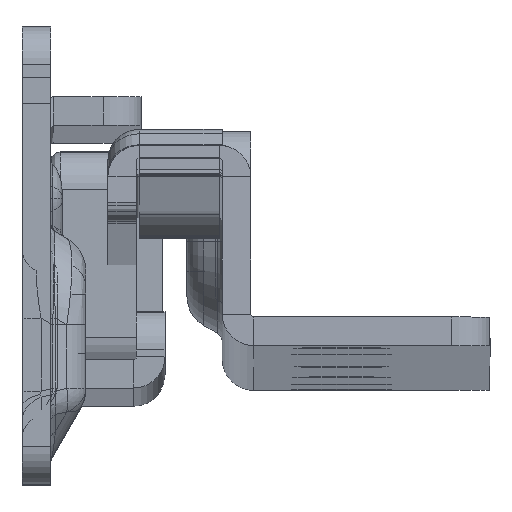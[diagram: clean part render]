
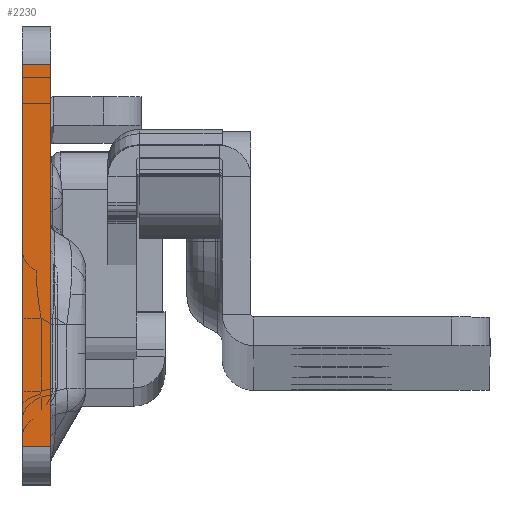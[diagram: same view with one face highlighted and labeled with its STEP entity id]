
A CAD part, top view. The second image highlights one B-rep face of the part: STEP entity #2230.
In plain terms, the highlighted planar face has unit normal (0, 0, 1).
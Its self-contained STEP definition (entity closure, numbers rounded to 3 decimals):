
#298 = CARTESIAN_POINT ( 'NONE',  ( 0., -21.7, 0. ) ) ;
#922 = VERTEX_POINT ( 'NONE', #11716 ) ;
#986 = DIRECTION ( 'NONE',  ( 0., -1., 0. ) ) ;
#1242 = VECTOR ( 'NONE', #3462, 1000. ) ;
#1399 = EDGE_CURVE ( 'NONE', #922, #13992, #14947, .T. ) ;
#1429 = ORIENTED_EDGE ( 'NONE', *, *, #15790, .F. ) ;
#1601 = VERTEX_POINT ( 'NONE', #8771 ) ;
#2066 = DIRECTION ( 'NONE',  ( 1., 0., 0. ) ) ;
#2113 = CARTESIAN_POINT ( 'NONE',  ( -142.194, -21.7, 0. ) ) ;
#2230 = ADVANCED_FACE ( 'NONE', ( #14687 ), #7425, .T. ) ;
#3183 = LINE ( 'NONE', #16872, #1242 ) ;
#3462 = DIRECTION ( 'NONE',  ( 0., -1., 0. ) ) ;
#5649 = VECTOR ( 'NONE', #17425, 1000. ) ;
#6252 = EDGE_CURVE ( 'NONE', #1601, #9024, #3183, .T. ) ;
#6909 = DIRECTION ( 'NONE',  ( 1., 0., 0. ) ) ;
#7425 = PLANE ( 'NONE',  #8003 ) ;
#7795 = DIRECTION ( 'NONE',  ( 0., 0., 1. ) ) ;
#8003 = AXIS2_PLACEMENT_3D ( 'NONE', #12974, #7795, #2066 ) ;
#8013 = LINE ( 'NONE', #8276, #12158 ) ;
#8276 = CARTESIAN_POINT ( 'NONE',  ( -3., 18.3, 0. ) ) ;
#8771 = CARTESIAN_POINT ( 'NONE',  ( 0., 18.3, 0. ) ) ;
#9024 = VERTEX_POINT ( 'NONE', #298 ) ;
#10242 = VECTOR ( 'NONE', #986, 1000. ) ;
#10769 = EDGE_CURVE ( 'NONE', #13992, #9024, #15812, .T. ) ;
#11397 = CARTESIAN_POINT ( 'NONE',  ( -3., -21.7, 0. ) ) ;
#11716 = CARTESIAN_POINT ( 'NONE',  ( -3., 18.3, 0. ) ) ;
#12158 = VECTOR ( 'NONE', #6909, 1000. ) ;
#12974 = CARTESIAN_POINT ( 'NONE',  ( -3., -29.094, 0. ) ) ;
#13176 = ORIENTED_EDGE ( 'NONE', *, *, #10769, .T. ) ;
#13240 = ORIENTED_EDGE ( 'NONE', *, *, #1399, .T. ) ;
#13857 = ORIENTED_EDGE ( 'NONE', *, *, #6252, .F. ) ;
#13992 = VERTEX_POINT ( 'NONE', #11397 ) ;
#14687 = FACE_OUTER_BOUND ( 'NONE', #15655, .T. ) ;
#14947 = LINE ( 'NONE', #16029, #10242 ) ;
#15655 = EDGE_LOOP ( 'NONE', ( #13857, #1429, #13240, #13176 ) ) ;
#15790 = EDGE_CURVE ( 'NONE', #922, #1601, #8013, .T. ) ;
#15812 = LINE ( 'NONE', #2113, #5649 ) ;
#16029 = CARTESIAN_POINT ( 'NONE',  ( -3., -29.094, 0. ) ) ;
#16872 = CARTESIAN_POINT ( 'NONE',  ( 0., -29.094, 0. ) ) ;
#17425 = DIRECTION ( 'NONE',  ( 1., 0., 0. ) ) ;
